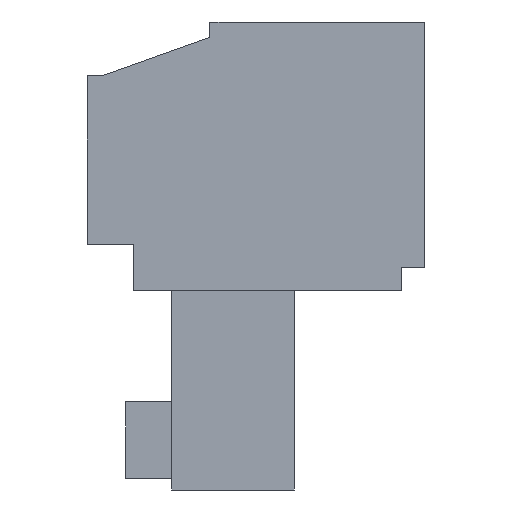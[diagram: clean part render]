
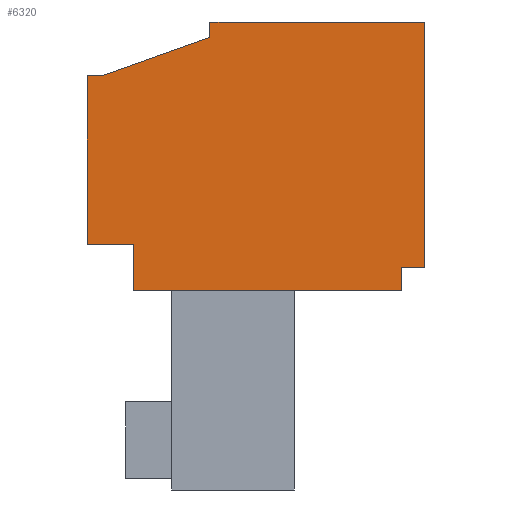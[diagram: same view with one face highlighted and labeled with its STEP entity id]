
A CAD part, left-side view. The second image highlights one B-rep face of the part: STEP entity #6320.
In plain terms, the highlighted planar face has unit normal (-1, 0, 0).
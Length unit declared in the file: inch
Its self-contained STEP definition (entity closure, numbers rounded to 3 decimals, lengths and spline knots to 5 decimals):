
#1=DIRECTION('',(0.,0.,-1.));
#2=VECTOR('',#1,0.32);
#3=CARTESIAN_POINT('',(-0.7735,0.,0.));
#4=LINE('',#3,#2);
#5=DIRECTION('',(0.,1.,0.));
#6=VECTOR('',#5,0.03);
#7=CARTESIAN_POINT('',(-0.7735,0.,-0.32));
#8=LINE('',#7,#6);
#9=DIRECTION('',(0.,0.,-1.));
#10=VECTOR('',#9,0.03);
#11=CARTESIAN_POINT('',(-0.7735,0.03,-0.32));
#12=LINE('',#11,#10);
#13=DIRECTION('',(0.,1.,0.));
#14=VECTOR('',#13,0.35);
#15=CARTESIAN_POINT('',(-0.7735,0.03,-0.35));
#16=LINE('',#15,#14);
#17=DIRECTION('',(0.,0.,1.));
#18=VECTOR('',#17,0.06);
#19=CARTESIAN_POINT('',(-0.7735,0.38,-0.35));
#20=LINE('',#19,#18);
#21=DIRECTION('',(0.,1.,0.));
#22=VECTOR('',#21,0.06);
#23=CARTESIAN_POINT('',(-0.7735,0.38,-0.29));
#24=LINE('',#23,#22);
#25=DIRECTION('',(0.,0.,1.));
#26=VECTOR('',#25,0.22);
#27=CARTESIAN_POINT('',(-0.7735,0.44,-0.29));
#28=LINE('',#27,#26);
#29=DIRECTION('',(0.,-1.,0.));
#30=VECTOR('',#29,0.02);
#31=CARTESIAN_POINT('',(-0.7735,0.44,-0.07));
#32=LINE('',#31,#30);
#33=DIRECTION('',(0.,-0.942,0.336));
#34=VECTOR('',#33,0.14866);
#35=CARTESIAN_POINT('',(-0.7735,0.42,-0.07));
#36=LINE('',#35,#34);
#37=DIRECTION('',(0.,0.,1.));
#38=VECTOR('',#37,0.02);
#39=CARTESIAN_POINT('',(-0.7735,0.28,-0.02));
#40=LINE('',#39,#38);
#41=DIRECTION('',(0.,-1.,0.));
#42=VECTOR('',#41,0.28);
#43=CARTESIAN_POINT('',(-0.7735,0.28,0.));
#44=LINE('',#43,#42);
#4823=CARTESIAN_POINT('',(-0.7735,0.,0.));
#4824=CARTESIAN_POINT('',(-0.7735,0.,-0.32));
#4825=VERTEX_POINT('',#4823);
#4826=VERTEX_POINT('',#4824);
#4827=CARTESIAN_POINT('',(-0.7735,0.03,-0.32));
#4828=VERTEX_POINT('',#4827);
#4829=CARTESIAN_POINT('',(-0.7735,0.03,-0.35));
#4830=VERTEX_POINT('',#4829);
#4831=CARTESIAN_POINT('',(-0.7735,0.38,-0.35));
#4832=VERTEX_POINT('',#4831);
#4833=CARTESIAN_POINT('',(-0.7735,0.38,-0.29));
#4834=VERTEX_POINT('',#4833);
#4835=CARTESIAN_POINT('',(-0.7735,0.44,-0.29));
#4836=VERTEX_POINT('',#4835);
#4837=CARTESIAN_POINT('',(-0.7735,0.44,-0.07));
#4838=VERTEX_POINT('',#4837);
#4839=CARTESIAN_POINT('',(-0.7735,0.42,-0.07));
#4840=VERTEX_POINT('',#4839);
#4841=CARTESIAN_POINT('',(-0.7735,0.28,-0.02));
#4842=VERTEX_POINT('',#4841);
#4843=CARTESIAN_POINT('',(-0.7735,0.28,0.));
#4844=VERTEX_POINT('',#4843);
#6291=CARTESIAN_POINT('',(-0.7735,0.,0.));
#6292=DIRECTION('',(1.,0.,0.));
#6293=DIRECTION('',(0.,0.,-1.));
#6294=AXIS2_PLACEMENT_3D('',#6291,#6292,#6293);
#6295=PLANE('',#6294);
#6297=ORIENTED_EDGE('',*,*,#6296,.T.);
#6299=ORIENTED_EDGE('',*,*,#6298,.T.);
#6301=ORIENTED_EDGE('',*,*,#6300,.T.);
#6303=ORIENTED_EDGE('',*,*,#6302,.T.);
#6305=ORIENTED_EDGE('',*,*,#6304,.T.);
#6307=ORIENTED_EDGE('',*,*,#6306,.T.);
#6309=ORIENTED_EDGE('',*,*,#6308,.T.);
#6311=ORIENTED_EDGE('',*,*,#6310,.T.);
#6313=ORIENTED_EDGE('',*,*,#6312,.T.);
#6315=ORIENTED_EDGE('',*,*,#6314,.T.);
#6317=ORIENTED_EDGE('',*,*,#6316,.T.);
#6318=EDGE_LOOP('',(#6297,#6299,#6301,#6303,#6305,#6307,#6309,#6311,#6313,#6315,
#6317));
#6319=FACE_OUTER_BOUND('',#6318,.F.);
#6320=ADVANCED_FACE('',(#6319),#6295,.F.);
#6296=EDGE_CURVE('',#4825,#4826,#4,.T.);
#6298=EDGE_CURVE('',#4826,#4828,#8,.T.);
#6300=EDGE_CURVE('',#4828,#4830,#12,.T.);
#6302=EDGE_CURVE('',#4830,#4832,#16,.T.);
#6304=EDGE_CURVE('',#4832,#4834,#20,.T.);
#6306=EDGE_CURVE('',#4834,#4836,#24,.T.);
#6308=EDGE_CURVE('',#4836,#4838,#28,.T.);
#6310=EDGE_CURVE('',#4838,#4840,#32,.T.);
#6312=EDGE_CURVE('',#4840,#4842,#36,.T.);
#6314=EDGE_CURVE('',#4842,#4844,#40,.T.);
#6316=EDGE_CURVE('',#4844,#4825,#44,.T.);
